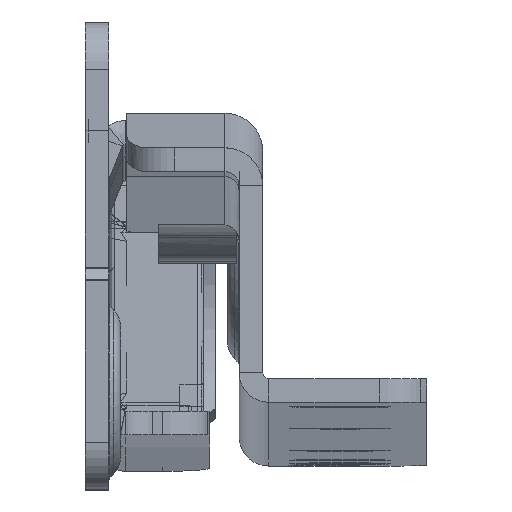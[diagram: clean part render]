
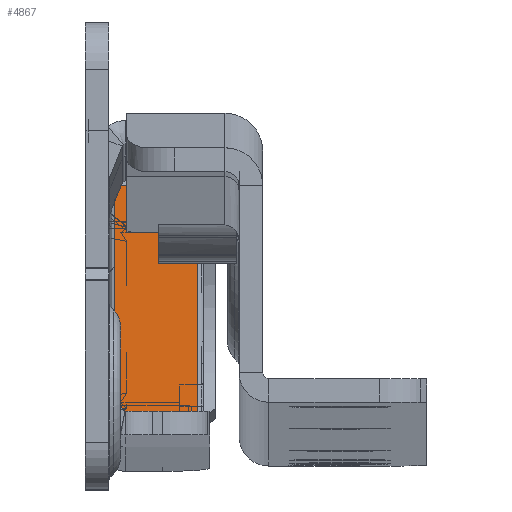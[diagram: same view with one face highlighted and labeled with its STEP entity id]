
A CAD part, top view. The second image highlights one B-rep face of the part: STEP entity #4867.
In plain terms, the highlighted face is planar.
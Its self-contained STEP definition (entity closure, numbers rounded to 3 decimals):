
#996 = FACE_OUTER_BOUND ( 'NONE', #6963, .T. ) ;
#1256 = DIRECTION ( 'NONE',  ( 0., 0., -1. ) ) ;
#1348 = VECTOR ( 'NONE', #8437, 1000. ) ;
#1359 = VERTEX_POINT ( 'NONE', #6242 ) ;
#1537 = EDGE_CURVE ( 'NONE', #2061, #7777, #9525, .T. ) ;
#1699 = DIRECTION ( 'NONE',  ( 0., 1., 0. ) ) ;
#2029 = ORIENTED_EDGE ( 'NONE', *, *, #7509, .T. ) ;
#2061 = VERTEX_POINT ( 'NONE', #4928 ) ;
#2577 = EDGE_CURVE ( 'NONE', #7777, #1359, #12605, .T. ) ;
#2869 = DIRECTION ( 'NONE',  ( 0., -1., 0. ) ) ;
#3329 = ORIENTED_EDGE ( 'NONE', *, *, #2577, .T. ) ;
#4320 = EDGE_CURVE ( 'NONE', #11088, #1359, #4473, .T. ) ;
#4473 = LINE ( 'NONE', #8412, #12141 ) ;
#4586 = CARTESIAN_POINT ( 'NONE',  ( 0., -11., 7.5 ) ) ;
#4692 = CARTESIAN_POINT ( 'NONE',  ( 0., 11., 8. ) ) ;
#4867 = ADVANCED_FACE ( 'NONE', ( #996 ), #6975, .T. ) ;
#4919 = DIRECTION ( 'NONE',  ( -1., 0., 0. ) ) ;
#4928 = CARTESIAN_POINT ( 'NONE',  ( 0., 11., 7.5 ) ) ;
#4974 = DIRECTION ( 'NONE',  ( 0., 0., 1. ) ) ;
#5765 = CARTESIAN_POINT ( 'NONE',  ( 0., -11., 8. ) ) ;
#6242 = CARTESIAN_POINT ( 'NONE',  ( 0., -11., 0.5 ) ) ;
#6521 = VECTOR ( 'NONE', #1699, 1000. ) ;
#6963 = EDGE_LOOP ( 'NONE', ( #7256, #3329, #7849, #2029 ) ) ;
#6975 = PLANE ( 'NONE',  #9719 ) ;
#7256 = ORIENTED_EDGE ( 'NONE', *, *, #1537, .T. ) ;
#7277 = CARTESIAN_POINT ( 'NONE',  ( 0., 11., 0.5 ) ) ;
#7509 = EDGE_CURVE ( 'NONE', #11088, #2061, #8597, .T. ) ;
#7777 = VERTEX_POINT ( 'NONE', #7277 ) ;
#7849 = ORIENTED_EDGE ( 'NONE', *, *, #4320, .F. ) ;
#8412 = CARTESIAN_POINT ( 'NONE',  ( 0., -11., 8. ) ) ;
#8437 = DIRECTION ( 'NONE',  ( 0., 0., -1. ) ) ;
#8597 = LINE ( 'NONE', #4586, #6521 ) ;
#9525 = LINE ( 'NONE', #4692, #1348 ) ;
#9719 = AXIS2_PLACEMENT_3D ( 'NONE', #5765, #4919, #4974 ) ;
#9844 = CARTESIAN_POINT ( 'NONE',  ( 0., -11., 7.5 ) ) ;
#10612 = VECTOR ( 'NONE', #2869, 1000. ) ;
#11088 = VERTEX_POINT ( 'NONE', #9844 ) ;
#11661 = CARTESIAN_POINT ( 'NONE',  ( 0., -11., 0.5 ) ) ;
#12141 = VECTOR ( 'NONE', #1256, 1000. ) ;
#12605 = LINE ( 'NONE', #11661, #10612 ) ;
